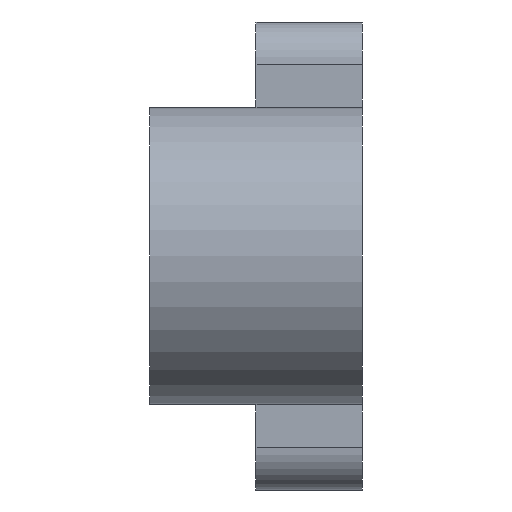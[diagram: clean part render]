
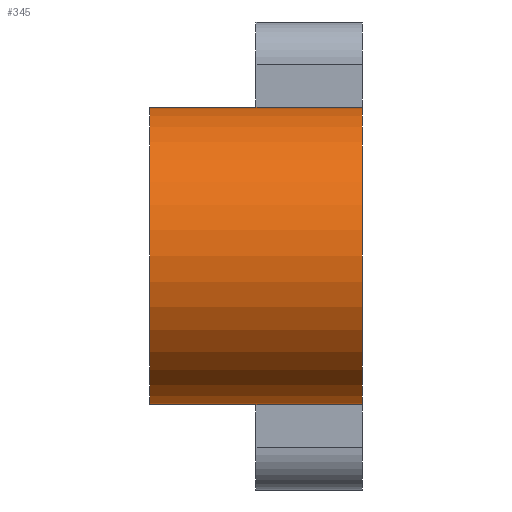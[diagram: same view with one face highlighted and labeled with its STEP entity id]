
A CAD part, left-side view. The second image highlights one B-rep face of the part: STEP entity #345.
In plain terms, the highlighted cylindrical face has radius 3.5 mm (diameter 7 mm), a full revolution.
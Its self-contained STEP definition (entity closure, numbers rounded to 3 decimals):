
#45=FACE_OUTER_BOUND('',#66,.T.);
#66=EDGE_LOOP('',(#311,#312,#313,#314,#315,#316,#317,#318));
#87=LINE('',#566,#115);
#89=LINE('',#571,#117);
#96=LINE('',#601,#124);
#115=VECTOR('',#457,10.);
#117=VECTOR('',#463,10.);
#124=VECTOR('',#500,3.5);
#132=CIRCLE('',#370,3.5);
#136=CIRCLE('',#384,3.5);
#137=CIRCLE('',#385,3.5);
#144=CIRCLE('',#397,3.5);
#158=VERTEX_POINT('',#534);
#159=VERTEX_POINT('',#536);
#167=VERTEX_POINT('',#564);
#168=VERTEX_POINT('',#570);
#170=VERTEX_POINT('',#578);
#176=VERTEX_POINT('',#600);
#191=EDGE_CURVE('',#158,#159,#132,.T.);
#206=EDGE_CURVE('',#158,#167,#87,.T.);
#208=EDGE_CURVE('',#159,#168,#89,.T.);
#212=EDGE_CURVE('',#168,#170,#136,.T.);
#213=EDGE_CURVE('',#170,#167,#137,.T.);
#223=EDGE_CURVE('',#170,#176,#96,.T.);
#224=EDGE_CURVE('',#176,#176,#144,.T.);
#311=ORIENTED_EDGE('',*,*,#191,.F.);
#312=ORIENTED_EDGE('',*,*,#206,.T.);
#313=ORIENTED_EDGE('',*,*,#213,.F.);
#314=ORIENTED_EDGE('',*,*,#223,.T.);
#315=ORIENTED_EDGE('',*,*,#224,.T.);
#316=ORIENTED_EDGE('',*,*,#223,.F.);
#317=ORIENTED_EDGE('',*,*,#212,.F.);
#318=ORIENTED_EDGE('',*,*,#208,.F.);
#328=CYLINDRICAL_SURFACE('',#396,3.5);
#345=ADVANCED_FACE('',(#45),#328,.T.);
#370=AXIS2_PLACEMENT_3D('',#537,#426,#427);
#384=AXIS2_PLACEMENT_3D('',#579,#471,#472);
#385=AXIS2_PLACEMENT_3D('',#580,#473,#474);
#396=AXIS2_PLACEMENT_3D('',#599,#498,#499);
#397=AXIS2_PLACEMENT_3D('',#602,#501,#502);
#426=DIRECTION('center_axis',(0.,-1.,0.));
#427=DIRECTION('ref_axis',(1.,0.,0.));
#457=DIRECTION('',(0.,-1.,0.));
#463=DIRECTION('',(0.,-1.,0.));
#471=DIRECTION('center_axis',(0.,-1.,0.));
#472=DIRECTION('ref_axis',(1.,0.,0.));
#473=DIRECTION('center_axis',(0.,-1.,0.));
#474=DIRECTION('ref_axis',(1.,0.,0.));
#498=DIRECTION('center_axis',(0.,-1.,0.));
#499=DIRECTION('ref_axis',(1.,0.,0.));
#500=DIRECTION('',(0.,1.,0.));
#501=DIRECTION('center_axis',(0.,-1.,0.));
#502=DIRECTION('ref_axis',(1.,0.,0.));
#534=CARTESIAN_POINT('',(238.75,2.5,176.5));
#536=CARTESIAN_POINT('',(238.75,2.5,183.5));
#537=CARTESIAN_POINT('Origin',(238.75,2.5,180.));
#564=CARTESIAN_POINT('',(238.75,0.,176.5));
#566=CARTESIAN_POINT('',(238.75,2.5,176.5));
#570=CARTESIAN_POINT('',(238.75,0.,183.5));
#571=CARTESIAN_POINT('',(238.75,2.5,183.5));
#578=CARTESIAN_POINT('',(235.25,0.,180.));
#579=CARTESIAN_POINT('Origin',(238.75,0.,180.));
#580=CARTESIAN_POINT('Origin',(238.75,0.,180.));
#599=CARTESIAN_POINT('Origin',(238.75,5.,180.));
#600=CARTESIAN_POINT('',(235.25,5.,180.));
#601=CARTESIAN_POINT('',(235.25,5.,180.));
#602=CARTESIAN_POINT('Origin',(238.75,5.,180.));
